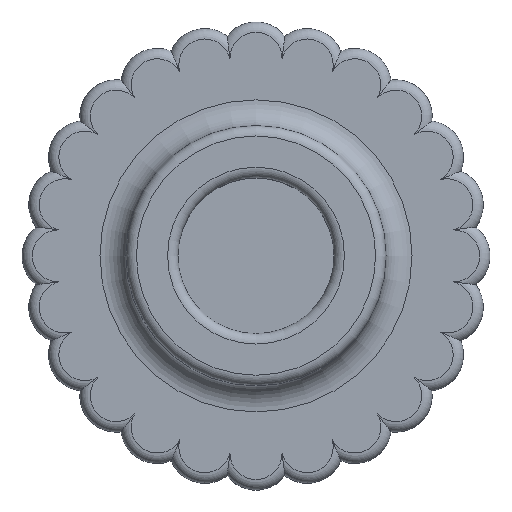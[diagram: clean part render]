
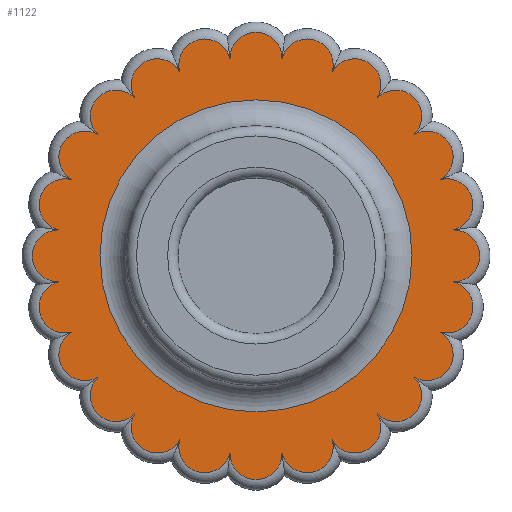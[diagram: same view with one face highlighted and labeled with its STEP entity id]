
A CAD part, top view. The second image highlights one B-rep face of the part: STEP entity #1122.
In plain terms, the highlighted planar face has unit normal (0, 0, 1).
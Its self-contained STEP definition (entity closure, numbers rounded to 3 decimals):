
#142=FACE_BOUND('',#236,.T.);
#144=PLANE('',#1228);
#153=FACE_OUTER_BOUND('',#235,.T.);
#235=EDGE_LOOP('',(#727,#728,#729,#730,#731,#732,#733,#734,#735,#736,#737,
#738,#739,#740,#741,#742,#743,#744,#745,#746,#747,#748,#749,#750));
#236=EDGE_LOOP('',(#751));
#320=CIRCLE('',#1226,3.);
#322=CIRCLE('',#1229,0.5);
#323=CIRCLE('',#1230,0.5);
#324=CIRCLE('',#1231,0.5);
#325=CIRCLE('',#1232,0.5);
#326=CIRCLE('',#1233,0.5);
#327=CIRCLE('',#1234,0.5);
#328=CIRCLE('',#1235,0.5);
#329=CIRCLE('',#1236,0.5);
#330=CIRCLE('',#1237,0.5);
#331=CIRCLE('',#1238,0.5);
#332=CIRCLE('',#1239,0.5);
#333=CIRCLE('',#1240,0.5);
#334=CIRCLE('',#1241,0.5);
#335=CIRCLE('',#1242,0.5);
#336=CIRCLE('',#1243,0.5);
#337=CIRCLE('',#1244,0.5);
#338=CIRCLE('',#1245,0.5);
#339=CIRCLE('',#1246,0.5);
#340=CIRCLE('',#1247,0.5);
#341=CIRCLE('',#1248,0.5);
#342=CIRCLE('',#1249,0.5);
#343=CIRCLE('',#1250,0.5);
#344=CIRCLE('',#1251,0.5);
#345=CIRCLE('',#1252,0.5);
#425=VERTEX_POINT('',#1828);
#426=VERTEX_POINT('',#1832);
#427=VERTEX_POINT('',#1833);
#428=VERTEX_POINT('',#1835);
#429=VERTEX_POINT('',#1837);
#430=VERTEX_POINT('',#1839);
#431=VERTEX_POINT('',#1841);
#432=VERTEX_POINT('',#1843);
#433=VERTEX_POINT('',#1845);
#434=VERTEX_POINT('',#1847);
#435=VERTEX_POINT('',#1849);
#436=VERTEX_POINT('',#1851);
#437=VERTEX_POINT('',#1853);
#438=VERTEX_POINT('',#1855);
#439=VERTEX_POINT('',#1857);
#440=VERTEX_POINT('',#1859);
#441=VERTEX_POINT('',#1861);
#442=VERTEX_POINT('',#1863);
#443=VERTEX_POINT('',#1865);
#444=VERTEX_POINT('',#1867);
#445=VERTEX_POINT('',#1869);
#446=VERTEX_POINT('',#1871);
#447=VERTEX_POINT('',#1873);
#448=VERTEX_POINT('',#1875);
#449=VERTEX_POINT('',#1877);
#533=EDGE_CURVE('',#425,#425,#320,.T.);
#535=EDGE_CURVE('',#426,#427,#322,.T.);
#536=EDGE_CURVE('',#428,#426,#323,.T.);
#537=EDGE_CURVE('',#429,#428,#324,.T.);
#538=EDGE_CURVE('',#430,#429,#325,.T.);
#539=EDGE_CURVE('',#431,#430,#326,.T.);
#540=EDGE_CURVE('',#432,#431,#327,.T.);
#541=EDGE_CURVE('',#433,#432,#328,.T.);
#542=EDGE_CURVE('',#434,#433,#329,.T.);
#543=EDGE_CURVE('',#435,#434,#330,.T.);
#544=EDGE_CURVE('',#436,#435,#331,.T.);
#545=EDGE_CURVE('',#437,#436,#332,.T.);
#546=EDGE_CURVE('',#438,#437,#333,.T.);
#547=EDGE_CURVE('',#439,#438,#334,.T.);
#548=EDGE_CURVE('',#440,#439,#335,.T.);
#549=EDGE_CURVE('',#441,#440,#336,.T.);
#550=EDGE_CURVE('',#442,#441,#337,.T.);
#551=EDGE_CURVE('',#443,#442,#338,.T.);
#552=EDGE_CURVE('',#444,#443,#339,.T.);
#553=EDGE_CURVE('',#445,#444,#340,.T.);
#554=EDGE_CURVE('',#446,#445,#341,.T.);
#555=EDGE_CURVE('',#447,#446,#342,.T.);
#556=EDGE_CURVE('',#448,#447,#343,.T.);
#557=EDGE_CURVE('',#449,#448,#344,.T.);
#558=EDGE_CURVE('',#427,#449,#345,.T.);
#727=ORIENTED_EDGE('',*,*,#535,.F.);
#728=ORIENTED_EDGE('',*,*,#536,.F.);
#729=ORIENTED_EDGE('',*,*,#537,.F.);
#730=ORIENTED_EDGE('',*,*,#538,.F.);
#731=ORIENTED_EDGE('',*,*,#539,.F.);
#732=ORIENTED_EDGE('',*,*,#540,.F.);
#733=ORIENTED_EDGE('',*,*,#541,.F.);
#734=ORIENTED_EDGE('',*,*,#542,.F.);
#735=ORIENTED_EDGE('',*,*,#543,.F.);
#736=ORIENTED_EDGE('',*,*,#544,.F.);
#737=ORIENTED_EDGE('',*,*,#545,.F.);
#738=ORIENTED_EDGE('',*,*,#546,.F.);
#739=ORIENTED_EDGE('',*,*,#547,.F.);
#740=ORIENTED_EDGE('',*,*,#548,.F.);
#741=ORIENTED_EDGE('',*,*,#549,.F.);
#742=ORIENTED_EDGE('',*,*,#550,.F.);
#743=ORIENTED_EDGE('',*,*,#551,.F.);
#744=ORIENTED_EDGE('',*,*,#552,.F.);
#745=ORIENTED_EDGE('',*,*,#553,.F.);
#746=ORIENTED_EDGE('',*,*,#554,.F.);
#747=ORIENTED_EDGE('',*,*,#555,.F.);
#748=ORIENTED_EDGE('',*,*,#556,.F.);
#749=ORIENTED_EDGE('',*,*,#557,.F.);
#750=ORIENTED_EDGE('',*,*,#558,.F.);
#751=ORIENTED_EDGE('',*,*,#533,.F.);
#1122=ADVANCED_FACE('',(#153,#142),#144,.T.);
#1226=AXIS2_PLACEMENT_3D('',#1829,#1433,#1434);
#1228=AXIS2_PLACEMENT_3D('',#1831,#1437,#1438);
#1229=AXIS2_PLACEMENT_3D('',#1834,#1439,#1440);
#1230=AXIS2_PLACEMENT_3D('',#1836,#1441,#1442);
#1231=AXIS2_PLACEMENT_3D('',#1838,#1443,#1444);
#1232=AXIS2_PLACEMENT_3D('',#1840,#1445,#1446);
#1233=AXIS2_PLACEMENT_3D('',#1842,#1447,#1448);
#1234=AXIS2_PLACEMENT_3D('',#1844,#1449,#1450);
#1235=AXIS2_PLACEMENT_3D('',#1846,#1451,#1452);
#1236=AXIS2_PLACEMENT_3D('',#1848,#1453,#1454);
#1237=AXIS2_PLACEMENT_3D('',#1850,#1455,#1456);
#1238=AXIS2_PLACEMENT_3D('',#1852,#1457,#1458);
#1239=AXIS2_PLACEMENT_3D('',#1854,#1459,#1460);
#1240=AXIS2_PLACEMENT_3D('',#1856,#1461,#1462);
#1241=AXIS2_PLACEMENT_3D('',#1858,#1463,#1464);
#1242=AXIS2_PLACEMENT_3D('',#1860,#1465,#1466);
#1243=AXIS2_PLACEMENT_3D('',#1862,#1467,#1468);
#1244=AXIS2_PLACEMENT_3D('',#1864,#1469,#1470);
#1245=AXIS2_PLACEMENT_3D('',#1866,#1471,#1472);
#1246=AXIS2_PLACEMENT_3D('',#1868,#1473,#1474);
#1247=AXIS2_PLACEMENT_3D('',#1870,#1475,#1476);
#1248=AXIS2_PLACEMENT_3D('',#1872,#1477,#1478);
#1249=AXIS2_PLACEMENT_3D('',#1874,#1479,#1480);
#1250=AXIS2_PLACEMENT_3D('',#1876,#1481,#1482);
#1251=AXIS2_PLACEMENT_3D('',#1878,#1483,#1484);
#1252=AXIS2_PLACEMENT_3D('',#1879,#1485,#1486);
#1433=DIRECTION('center_axis',(0.,0.,1.));
#1434=DIRECTION('ref_axis',(-1.,0.,0.));
#1437=DIRECTION('center_axis',(0.,0.,1.));
#1438=DIRECTION('ref_axis',(1.,0.,0.));
#1439=DIRECTION('center_axis',(0.,0.,-1.));
#1440=DIRECTION('ref_axis',(0.707,0.707,0.));
#1441=DIRECTION('center_axis',(0.,0.,-1.));
#1442=DIRECTION('ref_axis',(0.5,0.866,0.));
#1443=DIRECTION('center_axis',(0.,0.,-1.));
#1444=DIRECTION('ref_axis',(0.259,0.966,0.));
#1445=DIRECTION('center_axis',(0.,0.,-1.));
#1446=DIRECTION('ref_axis',(0.,1.,0.));
#1447=DIRECTION('center_axis',(0.,0.,-1.));
#1448=DIRECTION('ref_axis',(-0.259,0.966,0.));
#1449=DIRECTION('center_axis',(0.,0.,-1.));
#1450=DIRECTION('ref_axis',(-0.5,0.866,0.));
#1451=DIRECTION('center_axis',(0.,0.,-1.));
#1452=DIRECTION('ref_axis',(-0.707,0.707,0.));
#1453=DIRECTION('center_axis',(0.,0.,-1.));
#1454=DIRECTION('ref_axis',(-0.866,0.5,0.));
#1455=DIRECTION('center_axis',(0.,0.,-1.));
#1456=DIRECTION('ref_axis',(-0.966,0.259,0.));
#1457=DIRECTION('center_axis',(0.,0.,-1.));
#1458=DIRECTION('ref_axis',(-1.,0.,0.));
#1459=DIRECTION('center_axis',(0.,0.,-1.));
#1460=DIRECTION('ref_axis',(-0.966,-0.259,0.));
#1461=DIRECTION('center_axis',(0.,0.,-1.));
#1462=DIRECTION('ref_axis',(-0.866,-0.5,0.));
#1463=DIRECTION('center_axis',(0.,0.,-1.));
#1464=DIRECTION('ref_axis',(-0.707,-0.707,0.));
#1465=DIRECTION('center_axis',(0.,0.,-1.));
#1466=DIRECTION('ref_axis',(-0.5,-0.866,0.));
#1467=DIRECTION('center_axis',(0.,0.,-1.));
#1468=DIRECTION('ref_axis',(-0.259,-0.966,0.));
#1469=DIRECTION('center_axis',(0.,0.,-1.));
#1470=DIRECTION('ref_axis',(0.,-1.,0.));
#1471=DIRECTION('center_axis',(0.,0.,-1.));
#1472=DIRECTION('ref_axis',(0.259,-0.966,0.));
#1473=DIRECTION('center_axis',(0.,0.,-1.));
#1474=DIRECTION('ref_axis',(0.5,-0.866,0.));
#1475=DIRECTION('center_axis',(0.,0.,-1.));
#1476=DIRECTION('ref_axis',(0.707,-0.707,0.));
#1477=DIRECTION('center_axis',(0.,0.,-1.));
#1478=DIRECTION('ref_axis',(0.866,-0.5,0.));
#1479=DIRECTION('center_axis',(0.,0.,-1.));
#1480=DIRECTION('ref_axis',(0.966,-0.259,0.));
#1481=DIRECTION('center_axis',(0.,0.,-1.));
#1482=DIRECTION('ref_axis',(1.,0.,0.));
#1483=DIRECTION('center_axis',(0.,0.,-1.));
#1484=DIRECTION('ref_axis',(0.966,0.259,0.));
#1485=DIRECTION('center_axis',(0.,0.,-1.));
#1486=DIRECTION('ref_axis',(0.866,0.5,0.));
#1828=CARTESIAN_POINT('',(3.,0.,2.5));
#1829=CARTESIAN_POINT('Origin',(0.,0.,2.5));
#1831=CARTESIAN_POINT('Origin',(0.,0.,2.5));
#1832=CARTESIAN_POINT('',(2.332,3.039,2.5));
#1833=CARTESIAN_POINT('',(3.039,2.332,2.5));
#1834=CARTESIAN_POINT('Origin',(2.687,2.687,2.5));
#1835=CARTESIAN_POINT('',(1.466,3.539,2.5));
#1836=CARTESIAN_POINT('Origin',(1.9,3.291,2.5));
#1837=CARTESIAN_POINT('',(0.5,3.798,2.5));
#1838=CARTESIAN_POINT('Origin',(0.984,3.671,2.5));
#1839=CARTESIAN_POINT('',(-0.5,3.798,2.5));
#1840=CARTESIAN_POINT('Origin',(0.,3.8,
2.5));
#1841=CARTESIAN_POINT('',(-1.466,3.539,2.5));
#1842=CARTESIAN_POINT('Origin',(-0.984,3.671,2.5));
#1843=CARTESIAN_POINT('',(-2.332,3.039,2.5));
#1844=CARTESIAN_POINT('Origin',(-1.9,3.291,2.5));
#1845=CARTESIAN_POINT('',(-3.039,2.332,2.5));
#1846=CARTESIAN_POINT('Origin',(-2.687,2.687,2.5));
#1847=CARTESIAN_POINT('',(-3.539,1.466,2.5));
#1848=CARTESIAN_POINT('Origin',(-3.291,1.9,2.5));
#1849=CARTESIAN_POINT('',(-3.798,0.5,2.5));
#1850=CARTESIAN_POINT('Origin',(-3.671,0.984,2.5));
#1851=CARTESIAN_POINT('',(-3.798,-0.5,2.5));
#1852=CARTESIAN_POINT('Origin',(-3.8,0.,
2.5));
#1853=CARTESIAN_POINT('',(-3.539,-1.466,2.5));
#1854=CARTESIAN_POINT('Origin',(-3.671,-0.984,2.5));
#1855=CARTESIAN_POINT('',(-3.039,-2.332,2.5));
#1856=CARTESIAN_POINT('Origin',(-3.291,-1.9,2.5));
#1857=CARTESIAN_POINT('',(-2.332,-3.039,2.5));
#1858=CARTESIAN_POINT('Origin',(-2.687,-2.687,2.5));
#1859=CARTESIAN_POINT('',(-1.466,-3.539,2.5));
#1860=CARTESIAN_POINT('Origin',(-1.9,-3.291,2.5));
#1861=CARTESIAN_POINT('',(-0.5,-3.798,2.5));
#1862=CARTESIAN_POINT('Origin',(-0.984,-3.671,2.5));
#1863=CARTESIAN_POINT('',(0.5,-3.798,2.5));
#1864=CARTESIAN_POINT('Origin',(0.,-3.8,2.5));
#1865=CARTESIAN_POINT('',(1.466,-3.539,2.5));
#1866=CARTESIAN_POINT('Origin',(0.984,-3.671,2.5));
#1867=CARTESIAN_POINT('',(2.332,-3.039,2.5));
#1868=CARTESIAN_POINT('Origin',(1.9,-3.291,2.5));
#1869=CARTESIAN_POINT('',(3.039,-2.332,2.5));
#1870=CARTESIAN_POINT('Origin',(2.687,-2.687,2.5));
#1871=CARTESIAN_POINT('',(3.539,-1.466,2.5));
#1872=CARTESIAN_POINT('Origin',(3.291,-1.9,2.5));
#1873=CARTESIAN_POINT('',(3.798,-0.5,2.5));
#1874=CARTESIAN_POINT('Origin',(3.671,-0.984,2.5));
#1875=CARTESIAN_POINT('',(3.798,0.5,2.5));
#1876=CARTESIAN_POINT('Origin',(3.8,0.,2.5));
#1877=CARTESIAN_POINT('',(3.539,1.466,2.5));
#1878=CARTESIAN_POINT('Origin',(3.671,0.984,2.5));
#1879=CARTESIAN_POINT('Origin',(3.291,1.9,2.5));
